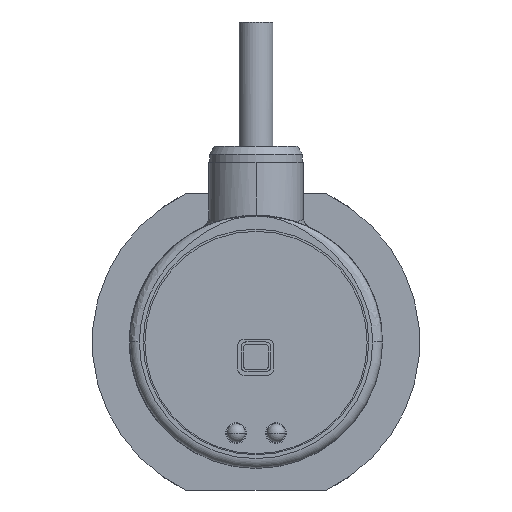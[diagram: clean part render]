
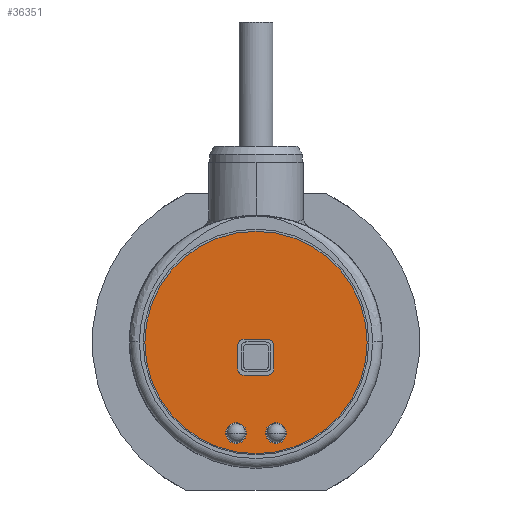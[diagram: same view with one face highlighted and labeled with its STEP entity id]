
A CAD part, front view. The second image highlights one B-rep face of the part: STEP entity #36351.
In plain terms, the highlighted planar face has unit normal (0, -1, 0).
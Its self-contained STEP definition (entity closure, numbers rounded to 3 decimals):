
#36066=CARTESIAN_POINT('',(0.,0.,0.));
#36067=DIRECTION('',(0.,1.,0.));
#36068=DIRECTION('',(1.,0.,0.));
#36069=AXIS2_PLACEMENT_3D('',#36066,#36067,#36068);
#36071=CARTESIAN_POINT('',(0.,0.,0.));
#36072=DIRECTION('',(0.,1.,0.));
#36073=DIRECTION('',(-1.,0.,0.));
#36074=AXIS2_PLACEMENT_3D('',#36071,#36072,#36073);
#36076=DIRECTION('',(-1.,0.,0.));
#36077=VECTOR('',#36076,3.7);
#36078=CARTESIAN_POINT('',(1.8,0.,-5.2));
#36079=LINE('',#36078,#36077);
#36080=DIRECTION('',(0.,0.,-1.));
#36081=VECTOR('',#36080,3.7);
#36082=CARTESIAN_POINT('',(2.8,0.,-0.5));
#36083=LINE('',#36082,#36081);
#36084=DIRECTION('',(1.,0.,0.));
#36085=VECTOR('',#36084,3.7);
#36086=CARTESIAN_POINT('',(-1.9,0.,0.5));
#36087=LINE('',#36086,#36085);
#36088=DIRECTION('',(0.,0.,1.));
#36089=VECTOR('',#36088,3.7);
#36090=CARTESIAN_POINT('',(-2.9,0.,-4.2));
#36091=LINE('',#36090,#36089);
#36092=CARTESIAN_POINT('',(-3.175,0.,-14.4));
#36093=DIRECTION('',(0.,1.,0.));
#36094=DIRECTION('',(1.,0.,0.));
#36095=AXIS2_PLACEMENT_3D('',#36092,#36093,#36094);
#36097=CARTESIAN_POINT('',(-3.175,0.,-14.4));
#36098=DIRECTION('',(0.,1.,0.));
#36099=DIRECTION('',(-1.,0.,0.));
#36100=AXIS2_PLACEMENT_3D('',#36097,#36098,#36099);
#36102=CARTESIAN_POINT('',(3.175,0.,-14.4));
#36103=DIRECTION('',(0.,1.,0.));
#36104=DIRECTION('',(1.,0.,0.));
#36105=AXIS2_PLACEMENT_3D('',#36102,#36103,#36104);
#36107=CARTESIAN_POINT('',(3.175,0.,-14.4));
#36108=DIRECTION('',(0.,1.,0.));
#36109=DIRECTION('',(-1.,0.,0.));
#36110=AXIS2_PLACEMENT_3D('',#36107,#36108,#36109);
#36179=CARTESIAN_POINT('',(1.8,0.,-4.2));
#36180=DIRECTION('',(0.,1.,0.));
#36181=DIRECTION('',(1.,0.,0.));
#36182=AXIS2_PLACEMENT_3D('',#36179,#36180,#36181);
#36197=CARTESIAN_POINT('',(-1.9,0.,-4.2));
#36198=DIRECTION('',(0.,1.,0.));
#36199=DIRECTION('',(0.,0.,-1.));
#36200=AXIS2_PLACEMENT_3D('',#36197,#36198,#36199);
#36215=CARTESIAN_POINT('',(-1.9,0.,-0.5));
#36216=DIRECTION('',(0.,1.,0.));
#36217=DIRECTION('',(-1.,0.,0.));
#36218=AXIS2_PLACEMENT_3D('',#36215,#36216,#36217);
#36233=CARTESIAN_POINT('',(1.8,0.,-0.5));
#36234=DIRECTION('',(0.,1.,0.));
#36235=DIRECTION('',(0.,0.,1.));
#36236=AXIS2_PLACEMENT_3D('',#36233,#36234,#36235);
#36254=CARTESIAN_POINT('',(17.65,0.,0.));
#36255=CARTESIAN_POINT('',(-17.65,0.,0.));
#36256=VERTEX_POINT('',#36254);
#36257=VERTEX_POINT('',#36255);
#36263=CARTESIAN_POINT('',(-2.9,0.,-4.2));
#36265=VERTEX_POINT('',#36263);
#36267=CARTESIAN_POINT('',(-1.9,0.,-5.2));
#36269=VERTEX_POINT('',#36267);
#36271=CARTESIAN_POINT('',(1.8,0.,-5.2));
#36273=VERTEX_POINT('',#36271);
#36275=CARTESIAN_POINT('',(2.8,0.,-4.2));
#36277=VERTEX_POINT('',#36275);
#36279=CARTESIAN_POINT('',(2.8,0.,-0.5));
#36281=VERTEX_POINT('',#36279);
#36283=CARTESIAN_POINT('',(1.8,0.,0.5));
#36285=VERTEX_POINT('',#36283);
#36287=CARTESIAN_POINT('',(-1.9,0.,0.5));
#36289=VERTEX_POINT('',#36287);
#36291=CARTESIAN_POINT('',(-2.9,0.,-0.5));
#36293=VERTEX_POINT('',#36291);
#36294=CARTESIAN_POINT('',(-1.525,0.,-14.4));
#36295=CARTESIAN_POINT('',(-4.825,0.,-14.4));
#36296=VERTEX_POINT('',#36294);
#36297=VERTEX_POINT('',#36295);
#36298=CARTESIAN_POINT('',(4.825,0.,-14.4));
#36299=CARTESIAN_POINT('',(1.525,0.,-14.4));
#36300=VERTEX_POINT('',#36298);
#36301=VERTEX_POINT('',#36299);
#36310=CARTESIAN_POINT('',(0.,0.,0.));
#36311=DIRECTION('',(0.,1.,0.));
#36312=DIRECTION('',(1.,0.,0.));
#36313=AXIS2_PLACEMENT_3D('',#36310,#36311,#36312);
#36314=PLANE('',#36313);
#36316=ORIENTED_EDGE('',*,*,#36315,.T.);
#36318=ORIENTED_EDGE('',*,*,#36317,.T.);
#36319=EDGE_LOOP('',(#36316,#36318));
#36320=FACE_OUTER_BOUND('',#36319,.F.);
#36322=ORIENTED_EDGE('',*,*,#36321,.F.);
#36324=ORIENTED_EDGE('',*,*,#36323,.F.);
#36326=ORIENTED_EDGE('',*,*,#36325,.F.);
#36328=ORIENTED_EDGE('',*,*,#36327,.F.);
#36330=ORIENTED_EDGE('',*,*,#36329,.F.);
#36332=ORIENTED_EDGE('',*,*,#36331,.F.);
#36334=ORIENTED_EDGE('',*,*,#36333,.F.);
#36336=ORIENTED_EDGE('',*,*,#36335,.F.);
#36337=EDGE_LOOP('',(#36322,#36324,#36326,#36328,#36330,#36332,#36334,#36336));
#36338=FACE_BOUND('',#36337,.F.);
#36340=ORIENTED_EDGE('',*,*,#36339,.F.);
#36342=ORIENTED_EDGE('',*,*,#36341,.F.);
#36343=EDGE_LOOP('',(#36340,#36342));
#36344=FACE_BOUND('',#36343,.F.);
#36346=ORIENTED_EDGE('',*,*,#36345,.F.);
#36348=ORIENTED_EDGE('',*,*,#36347,.F.);
#36349=EDGE_LOOP('',(#36346,#36348));
#36350=FACE_BOUND('',#36349,.F.);
#36351=ADVANCED_FACE('',(#36320,#36338,#36344,#36350),#36314,.F.);
#36070=CIRCLE('',#36069,17.65);
#36075=CIRCLE('',#36074,17.65);
#36096=CIRCLE('',#36095,1.65);
#36101=CIRCLE('',#36100,1.65);
#36106=CIRCLE('',#36105,1.65);
#36111=CIRCLE('',#36110,1.65);
#36183=CIRCLE('',#36182,1.);
#36201=CIRCLE('',#36200,1.);
#36219=CIRCLE('',#36218,1.);
#36237=CIRCLE('',#36236,1.);
#36315=EDGE_CURVE('',#36256,#36257,#36070,.T.);
#36317=EDGE_CURVE('',#36257,#36256,#36075,.T.);
#36321=EDGE_CURVE('',#36273,#36269,#36079,.T.);
#36323=EDGE_CURVE('',#36277,#36273,#36183,.T.);
#36325=EDGE_CURVE('',#36281,#36277,#36083,.T.);
#36327=EDGE_CURVE('',#36285,#36281,#36237,.T.);
#36329=EDGE_CURVE('',#36289,#36285,#36087,.T.);
#36331=EDGE_CURVE('',#36293,#36289,#36219,.T.);
#36333=EDGE_CURVE('',#36265,#36293,#36091,.T.);
#36335=EDGE_CURVE('',#36269,#36265,#36201,.T.);
#36339=EDGE_CURVE('',#36296,#36297,#36096,.T.);
#36341=EDGE_CURVE('',#36297,#36296,#36101,.T.);
#36345=EDGE_CURVE('',#36300,#36301,#36106,.T.);
#36347=EDGE_CURVE('',#36301,#36300,#36111,.T.);
